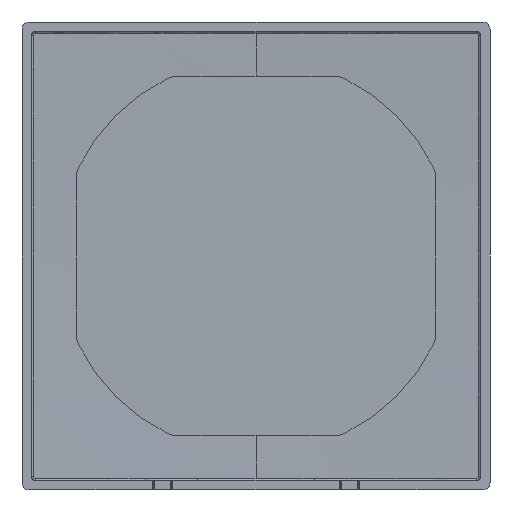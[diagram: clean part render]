
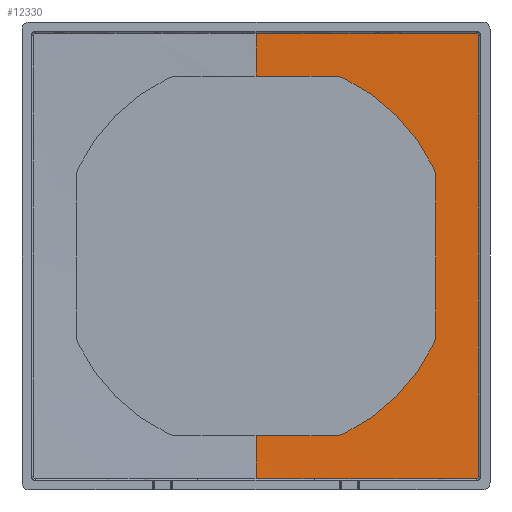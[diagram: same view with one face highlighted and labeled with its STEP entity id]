
A CAD part, top view. The second image highlights one B-rep face of the part: STEP entity #12330.
In plain terms, the highlighted spherical face has radius 1997.5 mm.
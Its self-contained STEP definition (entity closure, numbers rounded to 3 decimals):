
#492=CARTESIAN_POINT('',(58.713,59.214,-71.369));
#493=CARTESIAN_POINT('',(58.716,59.214,-71.369));
#494=CARTESIAN_POINT('',(58.753,59.213,-71.368));
#495=CARTESIAN_POINT('',(58.823,59.205,-71.366));
#496=CARTESIAN_POINT('',(58.918,59.173,-71.364));
#497=CARTESIAN_POINT('',(59.003,59.125,-71.363));
#498=CARTESIAN_POINT('',(59.072,59.066,-71.363));
#499=CARTESIAN_POINT('',(59.125,59.001,-71.363));
#500=CARTESIAN_POINT('',(59.164,58.935,-71.364));
#501=CARTESIAN_POINT('',(59.191,58.869,-71.365));
#502=CARTESIAN_POINT('',(59.207,58.803,-71.366));
#503=CARTESIAN_POINT('',(59.213,58.752,-71.368));
#504=CARTESIAN_POINT('',(59.214,58.722,-71.369));
#505=CARTESIAN_POINT('',(59.214,58.713,-71.369));
#507=CARTESIAN_POINT('',(76.624,0.,1923.721));
#508=DIRECTION('',(-1.,0.,0.009));
#509=DIRECTION('',(-0.009,0.029,-1.));
#510=AXIS2_PLACEMENT_3D('',#507,#508,#509);
#512=CARTESIAN_POINT('',(59.214,-58.713,-71.369));
#513=CARTESIAN_POINT('',(59.214,-58.716,-71.369));
#514=CARTESIAN_POINT('',(59.213,-58.753,-71.368));
#515=CARTESIAN_POINT('',(59.205,-58.823,-71.366));
#516=CARTESIAN_POINT('',(59.173,-58.918,-71.364));
#517=CARTESIAN_POINT('',(59.125,-59.003,-71.363));
#518=CARTESIAN_POINT('',(59.066,-59.072,-71.363));
#519=CARTESIAN_POINT('',(59.001,-59.125,-71.363));
#520=CARTESIAN_POINT('',(58.935,-59.164,-71.364));
#521=CARTESIAN_POINT('',(58.869,-59.191,-71.365));
#522=CARTESIAN_POINT('',(58.803,-59.207,-71.366));
#523=CARTESIAN_POINT('',(58.752,-59.213,-71.368));
#524=CARTESIAN_POINT('',(58.722,-59.214,-71.369));
#525=CARTESIAN_POINT('',(58.713,-59.214,-71.369));
#527=CARTESIAN_POINT('',(0.,-76.624,1923.721));
#528=DIRECTION('',(0.,1.,0.009));
#529=DIRECTION('',(0.029,0.009,-1.));
#530=AXIS2_PLACEMENT_3D('',#527,#528,#529);
#532=CARTESIAN_POINT('',(0.,0.,1924.39));
#533=DIRECTION('',(1.,0.,0.));
#534=DIRECTION('',(0.,-0.03,-1.));
#535=AXIS2_PLACEMENT_3D('',#532,#533,#534);
#537=CARTESIAN_POINT('',(0.,0.,-72.655));
#538=DIRECTION('',(0.,0.,1.));
#539=DIRECTION('',(0.,-1.,0.));
#540=AXIS2_PLACEMENT_3D('',#537,#538,#539);
#542=CARTESIAN_POINT('',(0.,0.,-72.655));
#543=DIRECTION('',(0.,0.,1.));
#544=DIRECTION('',(1.,0.,0.));
#545=AXIS2_PLACEMENT_3D('',#542,#543,#544);
#547=CARTESIAN_POINT('',(0.,76.624,1923.721));
#548=DIRECTION('',(0.,-1.,0.009));
#549=DIRECTION('',(0.,-0.009,-1.));
#550=AXIS2_PLACEMENT_3D('',#547,#548,#549);
#9668=CARTESIAN_POINT('',(0.,0.,1924.39));
#9669=DIRECTION('',(-1.,0.,0.));
#9670=DIRECTION('',(0.,0.03,-1.));
#9671=AXIS2_PLACEMENT_3D('',#9668,#9669,#9670);
#10790=CARTESIAN_POINT('',(0.,42.621,-72.655));
#10792=VERTEX_POINT('',#10790);
#10794=CARTESIAN_POINT('',(42.621,0.,-72.655));
#10795=VERTEX_POINT('',#10794);
#10796=CARTESIAN_POINT('',(0.,-42.621,-72.655));
#10797=VERTEX_POINT('',#10796);
#10798=VERTEX_POINT('',#492);
#10799=VERTEX_POINT('',#505);
#10800=CARTESIAN_POINT('',(59.214,-58.713,
-71.369));
#10801=VERTEX_POINT('',#10800);
#10802=VERTEX_POINT('',#525);
#10803=CARTESIAN_POINT('',(0.,-59.206,-72.232));
#10804=VERTEX_POINT('',#10803);
#10805=CARTESIAN_POINT('',(0.,59.206,-72.232));
#10806=VERTEX_POINT('',#10805);
#12307=CARTESIAN_POINT('',(0.,0.,1924.39));
#12308=DIRECTION('',(0.,0.,1.));
#12309=DIRECTION('',(0.,-1.,0.));
#12310=AXIS2_PLACEMENT_3D('',#12307,#12308,#12309);
#12311=SPHERICAL_SURFACE('',#12310,1997.5);
#12313=ORIENTED_EDGE('',*,*,#12312,.T.);
#12315=ORIENTED_EDGE('',*,*,#12314,.T.);
#12317=ORIENTED_EDGE('',*,*,#12316,.T.);
#12319=ORIENTED_EDGE('',*,*,#12318,.T.);
#12321=ORIENTED_EDGE('',*,*,#12320,.T.);
#12322=ORIENTED_EDGE('',*,*,#12287,.T.);
#12323=ORIENTED_EDGE('',*,*,#12261,.T.);
#12325=ORIENTED_EDGE('',*,*,#12324,.F.);
#12327=ORIENTED_EDGE('',*,*,#12326,.T.);
#12328=EDGE_LOOP('',(#12313,#12315,#12317,#12319,#12321,#12322,#12323,#12325,
#12327));
#12329=FACE_OUTER_BOUND('',#12328,.F.);
#12330=ADVANCED_FACE('',(#12329),#12311,.F.);
#506=B_SPLINE_CURVE_WITH_KNOTS('',3,(#492,#493,#494,#495,#496,#497,#498,#499,
#500,#501,#502,#503,#504,#505),.UNSPECIFIED.,.F.,.F.,(4,1,1,1,1,1,1,1,1,1,1,4),(
0.,0.011,0.14,0.268,0.392,
0.509,0.615,0.712,0.801,
0.886,0.968,1.),.UNSPECIFIED.);
#511=CIRCLE('',#510,1996.03);
#526=B_SPLINE_CURVE_WITH_KNOTS('',3,(#512,#513,#514,#515,#516,#517,#518,#519,
#520,#521,#522,#523,#524,#525),.UNSPECIFIED.,.F.,.F.,(4,1,1,1,1,1,1,1,1,1,1,4),(
0.,0.011,0.14,0.268,0.392,
0.509,0.615,0.712,0.801,
0.886,0.968,1.),.UNSPECIFIED.);
#531=CIRCLE('',#530,1996.03);
#536=CIRCLE('',#535,1997.5);
#541=CIRCLE('',#540,42.621);
#546=CIRCLE('',#545,42.621);
#551=CIRCLE('',#550,1996.03);
#9672=CIRCLE('',#9671,1997.5);
#12261=EDGE_CURVE('',#10795,#10792,#546,.T.);
#12287=EDGE_CURVE('',#10797,#10795,#541,.T.);
#12312=EDGE_CURVE('',#10798,#10799,#506,.T.);
#12314=EDGE_CURVE('',#10799,#10801,#511,.T.);
#12316=EDGE_CURVE('',#10801,#10802,#526,.T.);
#12318=EDGE_CURVE('',#10802,#10804,#531,.T.);
#12320=EDGE_CURVE('',#10804,#10797,#536,.T.);
#12324=EDGE_CURVE('',#10806,#10792,#9672,.T.);
#12326=EDGE_CURVE('',#10806,#10798,#551,.T.);
